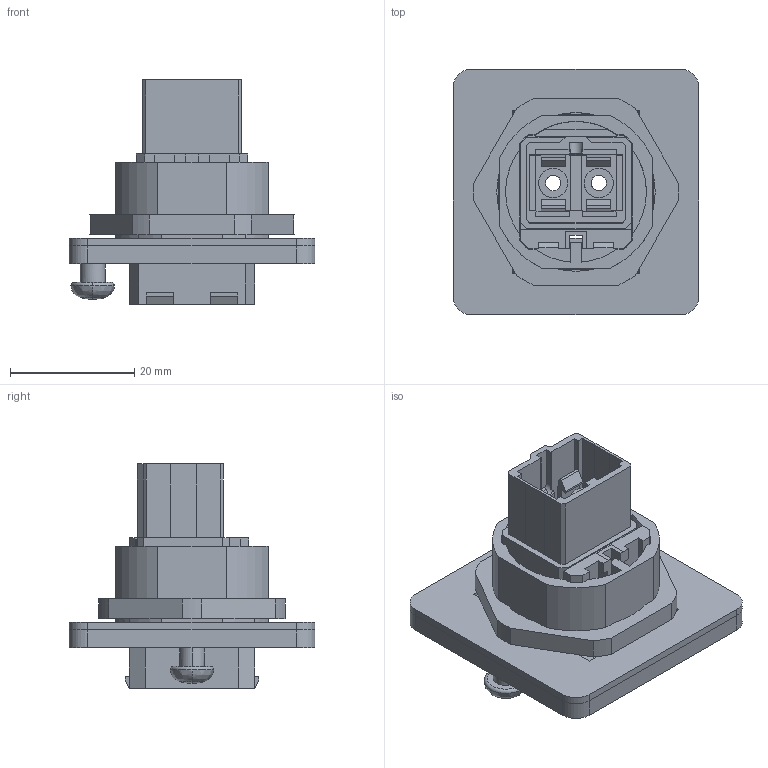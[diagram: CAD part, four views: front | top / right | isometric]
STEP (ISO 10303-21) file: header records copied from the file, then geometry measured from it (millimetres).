
FILE_DESCRIPTION(('CATIA V5 STEP Exchange','CAx-IF Rec.Pracs.--- Model Styling and Organization---1.4--- 2014-01-23'),'2;1');
FILE_NAME ('005234-3_0', '2020-08-17T05:26:19+00:00', ('none'), ('Weidmueller'), 'CATIA Version 5-6 Release 2016 SP3 HF44', 'CATIA V5 STEP AP214', 'none');
FILE_SCHEMA(('AUTOMOTIVE_DESIGN { 1 0 10303 214 1 1 1 1 }'));
Length unit declared in the file: millimetre
Products named in the file (1): 1062590000
Bounding box: 39.6 x 39.6 x 36.15 mm (x, y, z)
Volume: 11482.5 mm3; surface area: 16134.1 mm2
Topology: 4 solids, 12 shells, 819 faces, 2399 edges, 1587 vertices
Faces by surface type: plane 684, cylinder 97, torus 26, bspline 8, sphere 4
Entity records: 25605 total; most frequent: CARTESIAN_POINT 5156, ORIENTED_EDGE 4790, DIRECTION 3352, EDGE_CURVE 2395, VECTOR 2069, LINE 2069, VERTEX_POINT 1587, EDGE_LOOP 844
